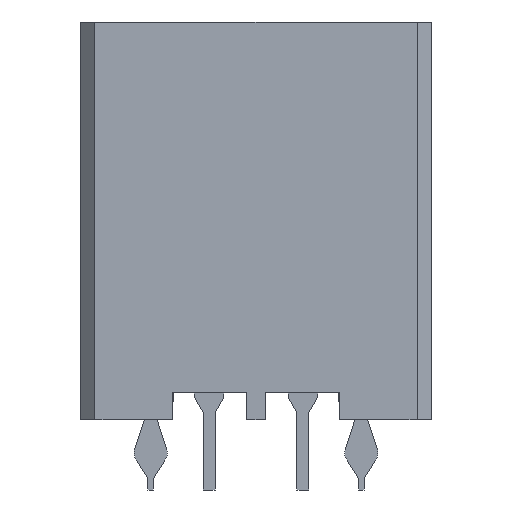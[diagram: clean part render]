
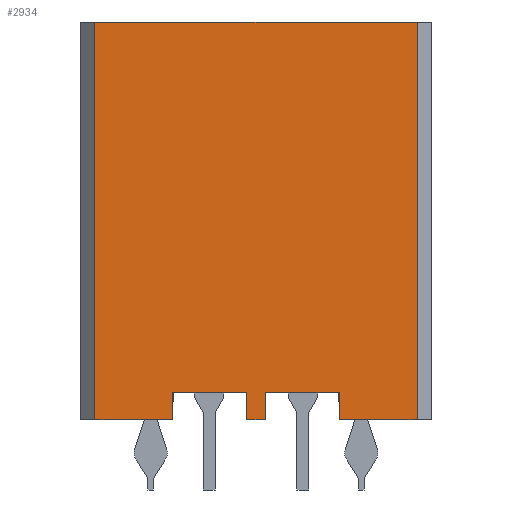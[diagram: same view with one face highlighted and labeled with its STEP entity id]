
A CAD part, front view. The second image highlights one B-rep face of the part: STEP entity #2934.
In plain terms, the highlighted planar face has unit normal (0, -1, 0).
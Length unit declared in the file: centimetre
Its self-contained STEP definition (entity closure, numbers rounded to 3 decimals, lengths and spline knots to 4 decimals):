
#200=FACE_OUTER_BOUND('',#351,.T.);
#351=EDGE_LOOP('',(#2419,#2420,#2421,#2422,#2423,#2424,#2425,#2426,#2427,
#2428,#2429,#2430));
#424=LINE('',#3914,#819);
#430=LINE('',#3927,#825);
#466=LINE('',#3998,#861);
#534=LINE('',#4131,#929);
#690=LINE('',#4445,#1085);
#697=LINE('',#4459,#1092);
#703=LINE('',#4469,#1098);
#704=LINE('',#4472,#1099);
#705=LINE('',#4473,#1100);
#706=LINE('',#4474,#1101);
#707=LINE('',#4476,#1102);
#708=LINE('',#4477,#1103);
#819=VECTOR('',#3177,0.42);
#825=VECTOR('',#3185,0.42);
#861=VECTOR('',#3233,0.15);
#929=VECTOR('',#3335,1.748);
#1085=VECTOR('',#3609,0.404);
#1092=VECTOR('',#3620,0.404);
#1098=VECTOR('',#3634,0.15);
#1099=VECTOR('',#3639,0.15);
#1100=VECTOR('',#3640,2.16);
#1101=VECTOR('',#3641,2.16);
#1102=VECTOR('',#3642,0.1);
#1103=VECTOR('',#3643,0.15);
#1214=VERTEX_POINT('',#3911);
#1215=VERTEX_POINT('',#3913);
#1220=VERTEX_POINT('',#3924);
#1221=VERTEX_POINT('',#3926);
#1249=VERTEX_POINT('',#3995);
#1250=VERTEX_POINT('',#3997);
#1297=VERTEX_POINT('',#4128);
#1298=VERTEX_POINT('',#4130);
#1397=VERTEX_POINT('',#4444);
#1399=VERTEX_POINT('',#4452);
#1402=VERTEX_POINT('',#4457);
#1403=VERTEX_POINT('',#4475);
#1488=EDGE_CURVE('',#1215,#1214,#424,.T.);
#1494=EDGE_CURVE('',#1221,#1220,#430,.T.);
#1530=EDGE_CURVE('',#1250,#1249,#466,.T.);
#1598=EDGE_CURVE('',#1297,#1298,#534,.T.);
#1754=EDGE_CURVE('',#1397,#1250,#690,.T.);
#1761=EDGE_CURVE('',#1399,#1402,#697,.T.);
#1767=EDGE_CURVE('',#1214,#1397,#703,.T.);
#1768=EDGE_CURVE('',#1221,#1402,#704,.T.);
#1769=EDGE_CURVE('',#1220,#1298,#705,.T.);
#1770=EDGE_CURVE('',#1215,#1297,#706,.T.);
#1771=EDGE_CURVE('',#1249,#1403,#707,.T.);
#1772=EDGE_CURVE('',#1399,#1403,#708,.T.);
#2419=ORIENTED_EDGE('',*,*,#1761,.T.);
#2420=ORIENTED_EDGE('',*,*,#1768,.F.);
#2421=ORIENTED_EDGE('',*,*,#1494,.T.);
#2422=ORIENTED_EDGE('',*,*,#1769,.T.);
#2423=ORIENTED_EDGE('',*,*,#1598,.F.);
#2424=ORIENTED_EDGE('',*,*,#1770,.F.);
#2425=ORIENTED_EDGE('',*,*,#1488,.T.);
#2426=ORIENTED_EDGE('',*,*,#1767,.T.);
#2427=ORIENTED_EDGE('',*,*,#1754,.T.);
#2428=ORIENTED_EDGE('',*,*,#1530,.T.);
#2429=ORIENTED_EDGE('',*,*,#1771,.T.);
#2430=ORIENTED_EDGE('',*,*,#1772,.F.);
#2796=PLANE('',#3082);
#2934=ADVANCED_FACE('',(#200),#2796,.T.);
#3082=AXIS2_PLACEMENT_3D('',#4471,#3637,#3638);
#3177=DIRECTION('',(1.,0.,0.));
#3185=DIRECTION('',(1.,0.,0.));
#3233=DIRECTION('',(0.,0.,-1.));
#3335=DIRECTION('',(1.,0.,0.));
#3609=DIRECTION('',(1.,0.,0.));
#3620=DIRECTION('',(1.,0.,0.));
#3634=DIRECTION('',(0.,0.,1.));
#3637=DIRECTION('center_axis',(0.,-1.,0.));
#3638=DIRECTION('ref_axis',(1.,0.,0.));
#3639=DIRECTION('',(0.,0.,1.));
#3640=DIRECTION('',(0.,0.,1.));
#3641=DIRECTION('',(0.,0.,1.));
#3642=DIRECTION('',(1.,0.,0.));
#3643=DIRECTION('',(0.,0.,-1.));
#3911=CARTESIAN_POINT('',(-0.454,-0.4675,-0.51));
#3913=CARTESIAN_POINT('',(-0.874,-0.4675,-0.51));
#3914=CARTESIAN_POINT('',(-0.874,-0.4675,-0.51));
#3924=CARTESIAN_POINT('',(0.874,-0.4675,-0.51));
#3926=CARTESIAN_POINT('',(0.454,-0.4675,-0.51));
#3927=CARTESIAN_POINT('',(0.454,-0.4675,-0.51));
#3995=CARTESIAN_POINT('',(-0.05,-0.4675,-0.51));
#3997=CARTESIAN_POINT('',(-0.05,-0.4675,-0.36));
#3998=CARTESIAN_POINT('',(-0.05,-0.4675,-0.36));
#4128=CARTESIAN_POINT('',(-0.874,-0.4675,1.65));
#4130=CARTESIAN_POINT('',(0.874,-0.4675,1.65));
#4131=CARTESIAN_POINT('',(-0.874,-0.4675,1.65));
#4444=CARTESIAN_POINT('',(-0.454,-0.4675,-0.36));
#4445=CARTESIAN_POINT('',(-0.454,-0.4675,-0.36));
#4452=CARTESIAN_POINT('',(0.05,-0.4675,-0.36));
#4457=CARTESIAN_POINT('',(0.454,-0.4675,-0.36));
#4459=CARTESIAN_POINT('',(0.05,-0.4675,-0.36));
#4469=CARTESIAN_POINT('',(-0.454,-0.4675,-0.51));
#4471=CARTESIAN_POINT('Origin',(-0.874,-0.4675,-0.51));
#4472=CARTESIAN_POINT('',(0.454,-0.4675,-0.51));
#4473=CARTESIAN_POINT('',(0.874,-0.4675,-0.51));
#4474=CARTESIAN_POINT('',(-0.874,-0.4675,-0.51));
#4475=CARTESIAN_POINT('',(0.05,-0.4675,-0.51));
#4476=CARTESIAN_POINT('',(-0.05,-0.4675,-0.51));
#4477=CARTESIAN_POINT('',(0.05,-0.4675,-0.36));
